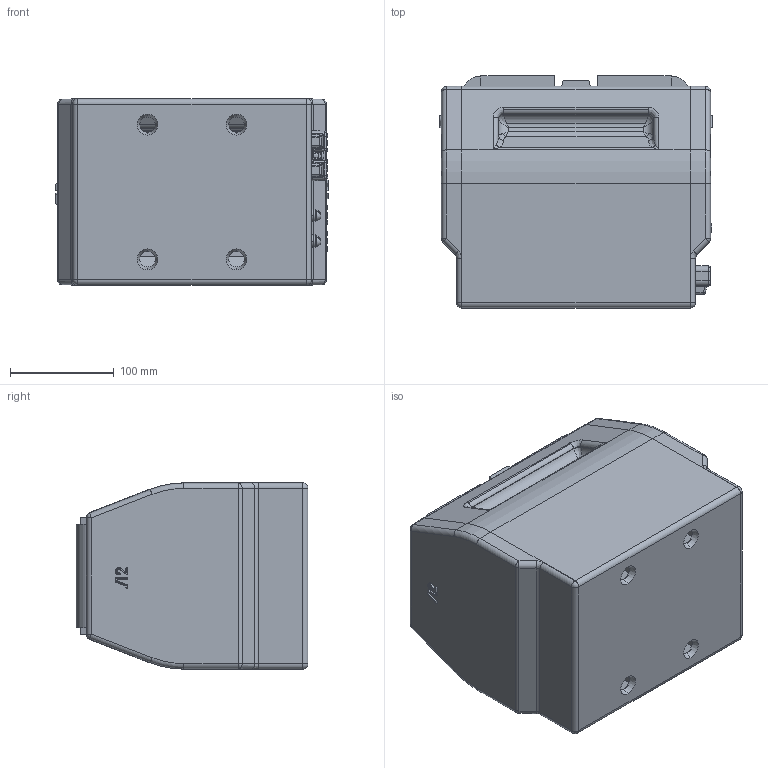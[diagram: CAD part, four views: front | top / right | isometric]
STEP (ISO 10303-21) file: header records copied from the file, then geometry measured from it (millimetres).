
FILE_DESCRIPTION (( 'STEP AP203' ), '1' );
FILE_NAME ('ﾒﾎﾋ-10-ﾌ-2-(2500, 3000)ﾀ.STEP', '2014-09-29T09:07:12', ( '' ), ( '' ), 'SwSTEP 2.0', 'SolidWorks 2010', '' );
FILE_SCHEMA (( 'CONFIG_CONTROL_DESIGN' ));
Length unit declared in the file: millimetre
Products named in the file (1): ﾒﾎﾋ-10-ﾌ-2-(2500, 3000)ﾀ
Bounding box: 263 x 224 x 180 mm (x, y, z)
Surface area: 293049.4 mm2 (no closed solid volume)
Topology: 0 solids, 39 shells, 748 faces, 4591 edges, 3827 vertices
Faces by surface type: plane 346, cylinder 135, bspline 130, cone 101, sphere 24, torus 12
Entity records: 59770 total; most frequent: CARTESIAN_POINT 29298, ORIENTED_EDGE 5989, DIRECTION 4717, EDGE_CURVE 4568, VERTEX_POINT 3827, LINE 2519, VECTOR 2519, B_SPLINE_CURVE_WITH_KNOTS 1448
